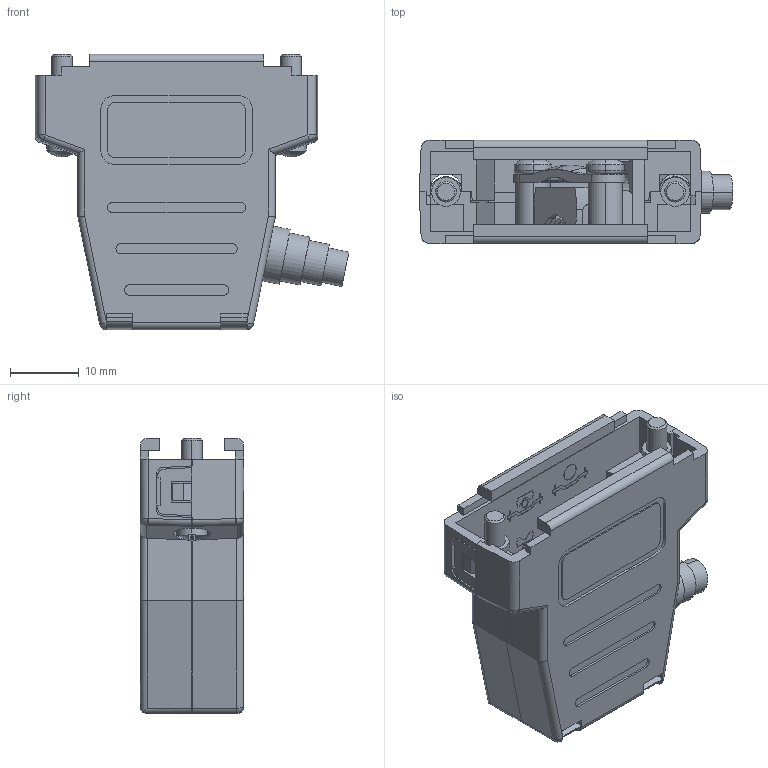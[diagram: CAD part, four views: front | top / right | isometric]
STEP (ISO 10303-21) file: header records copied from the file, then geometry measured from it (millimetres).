
FILE_DESCRIPTION (( 'STEP AP214' ), '1' );
FILE_NAME ('6688-9505-B2.STEP', '2023-01-16T13:51:07', ( '' ), ( '' ), 'SwSTEP 2.0', 'SolidWorks 2021', '' );
FILE_SCHEMA (( 'AUTOMOTIVE_DESIGN' ));
Length unit declared in the file: millimetre
Products named in the file (8): 6826-0133-04; 6830-0106-01; 6811-0162-05 Part 2; 6822-0121-34; 6811-0162-05 Part 1; 6855-0109-01; 6688-9505-B2; 6838-0109-32
Assembly tree (9 placements, depth 2):
  6688-9505-B2
    6811-0162-05 Part 1
    6811-0162-05 Part 2
    6822-0121-34
    6830-0106-01
    6838-0109-32
    6855-0109-01  x2
    6826-0133-04  x2
Bounding box: 45.59 x 15 x 40 mm (x, y, z)
Volume: 7498 mm3; surface area: 11479.3 mm2
Topology: 11 solids, 11 shells, 920 faces, 2467 edges, 1616 vertices
Faces by surface type: plane 579, cylinder 277, bspline 41, cone 12, torus 9, sphere 2
Entity records: 30336 total; most frequent: CARTESIAN_POINT 8751, ORIENTED_EDGE 4580, DIRECTION 4238, EDGE_CURVE 2290, VECTOR 1608, LINE 1608, VERTEX_POINT 1500, AXIS2_PLACEMENT_3D 1315
